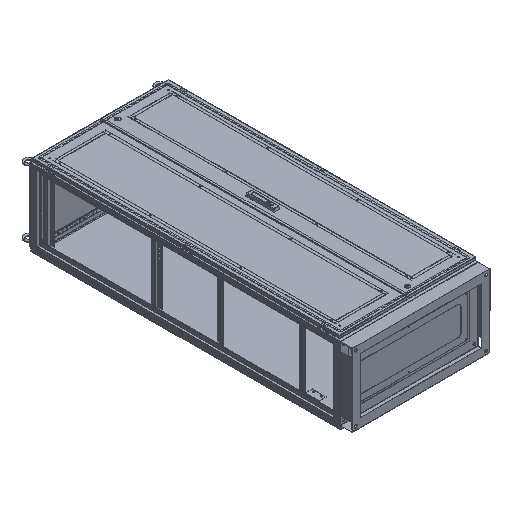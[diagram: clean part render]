
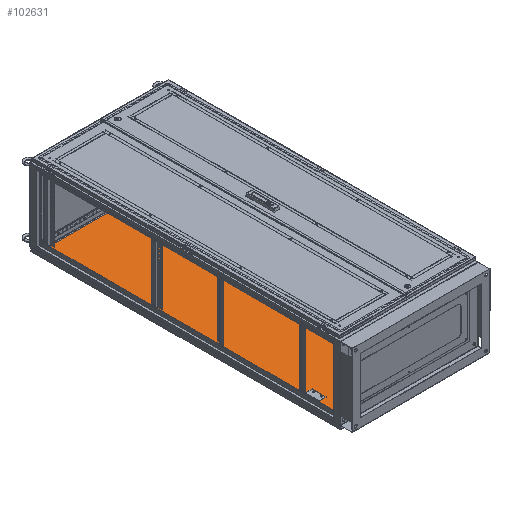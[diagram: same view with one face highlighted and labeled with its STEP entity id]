
A CAD part, isometric view. The second image highlights one B-rep face of the part: STEP entity #102631.
In plain terms, the highlighted face is planar.
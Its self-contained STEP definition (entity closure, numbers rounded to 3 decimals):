
#1344 = CARTESIAN_POINT ( 'NONE',  ( -0.5, -858., -1.5 ) ) ;
#2461 = ORIENTED_EDGE ( 'NONE', *, *, #64456, .T. ) ;
#4418 = DIRECTION ( 'NONE',  ( 0., 0., 1. ) ) ;
#5872 = PLANE ( 'NONE',  #133704 ) ;
#7159 = EDGE_CURVE ( 'NONE', #150740, #20237, #86585, .T. ) ;
#10697 = DIRECTION ( 'NONE',  ( 0., 1., 0. ) ) ;
#11007 = LINE ( 'NONE', #77548, #145540 ) ;
#13264 = CARTESIAN_POINT ( 'NONE',  ( -366., 433., -1.5 ) ) ;
#14017 = VERTEX_POINT ( 'NONE', #67088 ) ;
#17580 = CARTESIAN_POINT ( 'NONE',  ( 0., 0., -1.5 ) ) ;
#17752 = VECTOR ( 'NONE', #126475, 1000. ) ;
#18079 = DIRECTION ( 'NONE',  ( 0., -1., 0. ) ) ;
#19194 = CARTESIAN_POINT ( 'NONE',  ( 0., 866., -1.5 ) ) ;
#20237 = VERTEX_POINT ( 'NONE', #75487 ) ;
#20283 = VECTOR ( 'NONE', #70633, 1000. ) ;
#21123 = EDGE_CURVE ( 'NONE', #97924, #97035, #119159, .T. ) ;
#21530 = CARTESIAN_POINT ( 'NONE',  ( 366., -866., -1.5 ) ) ;
#21594 = CARTESIAN_POINT ( 'NONE',  ( -366., 866., -1.5 ) ) ;
#24834 = EDGE_CURVE ( 'NONE', #49978, #14017, #43771, .T. ) ;
#29282 = DIRECTION ( 'NONE',  ( 1., 0., 0. ) ) ;
#31990 = FACE_OUTER_BOUND ( 'NONE', #38382, .T. ) ;
#38382 = EDGE_LOOP ( 'NONE', ( #60250, #2461, #70509, #61730, #148382 ) ) ;
#38524 = CARTESIAN_POINT ( 'NONE',  ( -366., 0., -1.5 ) ) ;
#40951 = VECTOR ( 'NONE', #10697, 1000. ) ;
#41394 = CARTESIAN_POINT ( 'NONE',  ( -366., -866., -1.5 ) ) ;
#42378 = EDGE_CURVE ( 'NONE', #51004, #97924, #74891, .T. ) ;
#42423 = CARTESIAN_POINT ( 'NONE',  ( 366., 866., -1.5 ) ) ;
#43771 = LINE ( 'NONE', #1344, #109228 ) ;
#46334 = VERTEX_POINT ( 'NONE', #42423 ) ;
#49259 = VECTOR ( 'NONE', #78676, 1000. ) ;
#49742 = ORIENTED_EDGE ( 'NONE', *, *, #7159, .F. ) ;
#49978 = VERTEX_POINT ( 'NONE', #69605 ) ;
#51004 = VERTEX_POINT ( 'NONE', #21530 ) ;
#57792 = VECTOR ( 'NONE', #118972, 1000. ) ;
#58515 = CARTESIAN_POINT ( 'NONE',  ( 0.5, -798., -1.5 ) ) ;
#60250 = ORIENTED_EDGE ( 'NONE', *, *, #21123, .T. ) ;
#61730 = ORIENTED_EDGE ( 'NONE', *, *, #108833, .T. ) ;
#62218 = EDGE_CURVE ( 'NONE', #20237, #14017, #71208, .T. ) ;
#62974 = CARTESIAN_POINT ( 'NONE',  ( 0.5, -858., -1.5 ) ) ;
#64456 = EDGE_CURVE ( 'NONE', #97035, #99874, #88649, .T. ) ;
#67088 = CARTESIAN_POINT ( 'NONE',  ( -0.5, -858., -1.5 ) ) ;
#69605 = CARTESIAN_POINT ( 'NONE',  ( -0.5, -798., -1.5 ) ) ;
#70509 = ORIENTED_EDGE ( 'NONE', *, *, #87870, .T. ) ;
#70633 = DIRECTION ( 'NONE',  ( -1., 0., 0. ) ) ;
#71208 = LINE ( 'NONE', #129562, #20283 ) ;
#74891 = LINE ( 'NONE', #81691, #78555 ) ;
#75487 = CARTESIAN_POINT ( 'NONE',  ( 0.5, -858., -1.5 ) ) ;
#77548 = CARTESIAN_POINT ( 'NONE',  ( 366., 0., -1.5 ) ) ;
#78555 = VECTOR ( 'NONE', #93334, 1000. ) ;
#78676 = DIRECTION ( 'NONE',  ( 1., 0., 0. ) ) ;
#79461 = EDGE_LOOP ( 'NONE', ( #49742, #93864, #107478, #126513 ) ) ;
#81691 = CARTESIAN_POINT ( 'NONE',  ( 0., -866., -1.5 ) ) ;
#86585 = LINE ( 'NONE', #62974, #101173 ) ;
#87870 = EDGE_CURVE ( 'NONE', #99874, #46334, #109135, .T. ) ;
#88649 = LINE ( 'NONE', #13264, #57792 ) ;
#93309 = DIRECTION ( 'NONE',  ( 0., -1., 0. ) ) ;
#93334 = DIRECTION ( 'NONE',  ( -1., 0., 0. ) ) ;
#93864 = ORIENTED_EDGE ( 'NONE', *, *, #100276, .T. ) ;
#97035 = VERTEX_POINT ( 'NONE', #38524 ) ;
#97924 = VERTEX_POINT ( 'NONE', #41394 ) ;
#99015 = CARTESIAN_POINT ( 'NONE',  ( 0.5, -798., -1.5 ) ) ;
#99874 = VERTEX_POINT ( 'NONE', #21594 ) ;
#100276 = EDGE_CURVE ( 'NONE', #150740, #49978, #134146, .T. ) ;
#101173 = VECTOR ( 'NONE', #142771, 1000. ) ;
#102631 = ADVANCED_FACE ( 'NONE', ( #31990, #148327 ), #5872, .F. ) ;
#107478 = ORIENTED_EDGE ( 'NONE', *, *, #24834, .T. ) ;
#108833 = EDGE_CURVE ( 'NONE', #46334, #51004, #11007, .T. ) ;
#109135 = LINE ( 'NONE', #19194, #49259 ) ;
#109228 = VECTOR ( 'NONE', #93309, 1000. ) ;
#118972 = DIRECTION ( 'NONE',  ( 0., 1., 0. ) ) ;
#119159 = LINE ( 'NONE', #139254, #40951 ) ;
#126475 = DIRECTION ( 'NONE',  ( -1., 0., 0. ) ) ;
#126513 = ORIENTED_EDGE ( 'NONE', *, *, #62218, .F. ) ;
#129562 = CARTESIAN_POINT ( 'NONE',  ( 0.5, -858., -1.5 ) ) ;
#133704 = AXIS2_PLACEMENT_3D ( 'NONE', #17580, #4418, #29282 ) ;
#134146 = LINE ( 'NONE', #99015, #17752 ) ;
#139254 = CARTESIAN_POINT ( 'NONE',  ( -366., -433., -1.5 ) ) ;
#142771 = DIRECTION ( 'NONE',  ( 0., -1., 0. ) ) ;
#145540 = VECTOR ( 'NONE', #18079, 1000. ) ;
#148327 = FACE_BOUND ( 'NONE', #79461, .T. ) ;
#148382 = ORIENTED_EDGE ( 'NONE', *, *, #42378, .T. ) ;
#150740 = VERTEX_POINT ( 'NONE', #58515 ) ;
